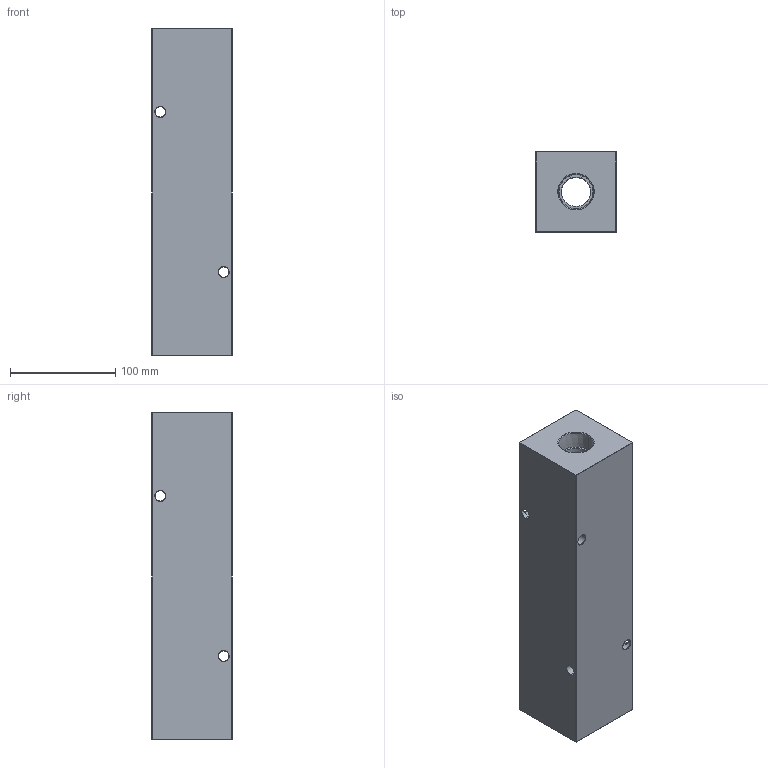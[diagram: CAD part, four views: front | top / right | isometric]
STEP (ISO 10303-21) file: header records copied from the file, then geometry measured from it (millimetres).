
FILE_DESCRIPTION (( 'STEP AP203' ), '1' );
FILE_NAME ('HM-4-90-P-16-12.STEP', '2020-11-06T16:32:29', ( '' ), ( '' ), 'SwSTEP 2.0', 'SolidWorks 2019', '' );
FILE_SCHEMA (( 'CONFIG_CONTROL_DESIGN' ));
Length unit declared in the file: inch
Products named in the file (1): HM-4-90-P-16-12
Bounding box: 76.2 x 76.2 x 311.15 mm (x, y, z)
Volume: 1487018.1 mm3; surface area: 150094.1 mm2
Topology: 1 solids, 1 shells, 525 faces, 1371 edges, 894 vertices
Faces by surface type: plane 268, bspline 183, cone 40, cylinder 34
Entity records: 25562 total; most frequent: CARTESIAN_POINT 13818, ORIENTED_EDGE 2742, DIRECTION 1747, EDGE_CURVE 1371, VERTEX_POINT 894, LINE 861, VECTOR 861, EDGE_LOOP 601
